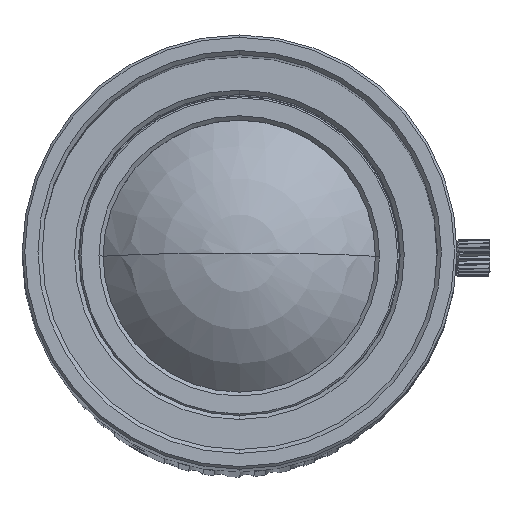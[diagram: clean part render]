
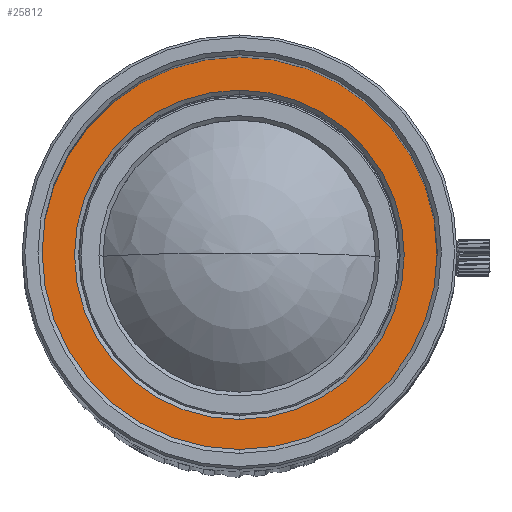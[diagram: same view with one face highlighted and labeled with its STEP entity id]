
A CAD part, left-side view. The second image highlights one B-rep face of the part: STEP entity #25812.
In plain terms, the highlighted face is planar.
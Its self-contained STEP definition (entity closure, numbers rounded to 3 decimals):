
#25257=CARTESIAN_POINT('',(-15.5,0.,0.));
#25258=DIRECTION('',(1.,0.,0.));
#25259=DIRECTION('',(0.,-1.,0.));
#25260=AXIS2_PLACEMENT_3D('',#25257,#25258,#25259);
#25265=CARTESIAN_POINT('',(-15.5,0.,0.));
#25266=DIRECTION('',(-1.,0.,0.));
#25267=DIRECTION('',(0.,-1.,0.));
#25268=AXIS2_PLACEMENT_3D('',#25265,#25266,#25267);
#25273=CARTESIAN_POINT('',(-15.5,0.,0.));
#25274=DIRECTION('',(-1.,0.,0.));
#25275=DIRECTION('',(0.,-1.,0.));
#25276=AXIS2_PLACEMENT_3D('',#25273,#25274,#25275);
#25295=CARTESIAN_POINT('',(-15.5,0.,0.));
#25296=DIRECTION('',(1.,0.,0.));
#25297=DIRECTION('',(0.,-1.,0.));
#25298=AXIS2_PLACEMENT_3D('',#25295,#25296,#25297);
#25462=CARTESIAN_POINT('',(-15.5,-20.1,0.));
#25464=VERTEX_POINT('',#25462);
#25465=CARTESIAN_POINT('',(-15.5,-24.69,0.));
#25467=VERTEX_POINT('',#25465);
#25486=CARTESIAN_POINT('',(-15.5,20.1,0.));
#25488=VERTEX_POINT('',#25486);
#25489=CARTESIAN_POINT('',(-15.5,24.69,0.));
#25491=VERTEX_POINT('',#25489);
#25797=CARTESIAN_POINT('',(-15.5,0.,0.));
#25798=DIRECTION('',(-1.,0.,0.));
#25799=DIRECTION('',(0.,1.,0.));
#25800=AXIS2_PLACEMENT_3D('',#25797,#25798,#25799);
#25801=PLANE('',#25800);
#25803=ORIENTED_EDGE('',*,*,#25802,.F.);
#25805=ORIENTED_EDGE('',*,*,#25804,.T.);
#25806=EDGE_LOOP('',(#25803,#25805));
#25807=FACE_OUTER_BOUND('',#25806,.F.);
#25808=ORIENTED_EDGE('',*,*,#25776,.F.);
#25809=ORIENTED_EDGE('',*,*,#25792,.T.);
#25810=EDGE_LOOP('',(#25808,#25809));
#25811=FACE_BOUND('',#25810,.F.);
#25261=CIRCLE('',#25260,20.1);
#25269=CIRCLE('',#25268,20.1);
#25277=CIRCLE('',#25276,24.69);
#25299=CIRCLE('',#25298,24.69);
#25776=EDGE_CURVE('',#25464,#25488,#25261,.T.);
#25792=EDGE_CURVE('',#25464,#25488,#25269,.T.);
#25802=EDGE_CURVE('',#25467,#25491,#25277,.T.);
#25804=EDGE_CURVE('',#25467,#25491,#25299,.T.);
#25812=ADVANCED_FACE('',(#25807,#25811),#25801,.T.);
